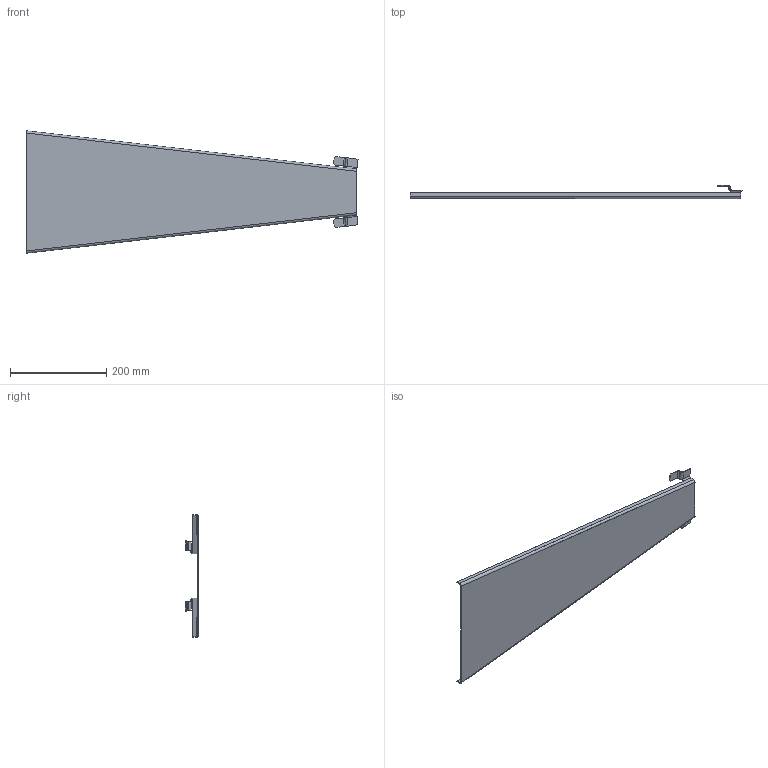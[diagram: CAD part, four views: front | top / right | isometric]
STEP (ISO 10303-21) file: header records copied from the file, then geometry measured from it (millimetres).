
FILE_DESCRIPTION (( 'STEP AP214' ), '1' );
FILE_NAME ('GR-SM-2204-ENTRY TRAY.STEP', '2022-04-28T12:58:48', ( '' ), ( '' ), 'SwSTEP 2.0', 'SolidWorks 2020', '' );
FILE_SCHEMA (( 'AUTOMOTIVE_DESIGN' ));
Length unit declared in the file: inch
Products named in the file (1): GR-SM-2204-ENTRY TRAY
Bounding box: 688.72 x 27.62 x 253.94 mm (x, y, z)
Volume: 202675.7 mm3; surface area: 273475.7 mm2
Topology: 1 solids, 1 shells, 78 faces, 164 edges, 88 vertices
Faces by surface type: plane 62, cylinder 16
Entity records: 2032 total; most frequent: DIRECTION 358, CARTESIAN_POINT 331, ORIENTED_EDGE 328, EDGE_CURVE 164, VECTOR 128, LINE 128, AXIS2_PLACEMENT_3D 115, VERTEX_POINT 88
